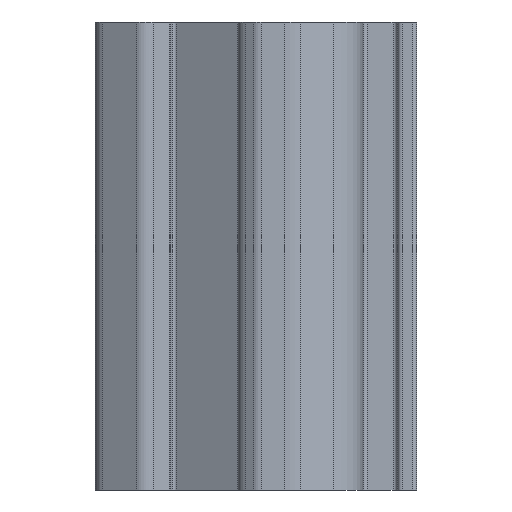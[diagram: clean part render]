
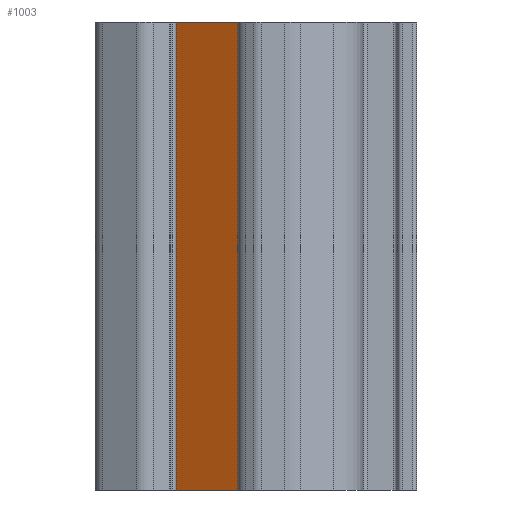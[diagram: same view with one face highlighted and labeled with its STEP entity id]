
A CAD part, left-side view. The second image highlights one B-rep face of the part: STEP entity #1003.
In plain terms, the highlighted planar face has unit normal (-0.866, 0.5, 0).
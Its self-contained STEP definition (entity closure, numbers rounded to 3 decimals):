
#1003=ADVANCED_FACE('',(#2272),#2274,.T.);
#2272=FACE_BOUND('',#2273,.T.);
#2273=EDGE_LOOP('',(#3408,#3409,#3410,#3411));
#2274=PLANE('',#2275);
#2275=AXIS2_PLACEMENT_3D('',#2276,#2277,#2278);
#2276=CARTESIAN_POINT('',(-36.591,15.426,0.));
#2277=DIRECTION('',(-0.866,0.5,0.));
#2278=DIRECTION('',(-0.5,-0.866,0.));
#3408=ORIENTED_EDGE('',*,*,#3741,.T.);
#3409=ORIENTED_EDGE('',*,*,#4063,.T.);
#3410=ORIENTED_EDGE('',*,*,#3858,.F.);
#3411=ORIENTED_EDGE('',*,*,#4064,.F.);
#3741=EDGE_CURVE('',#4324,#4322,#4325,.T.);
#3858=EDGE_CURVE('',#4556,#4558,#4559,.T.);
#4063=EDGE_CURVE('',#4322,#4558,#4866,.T.);
#4064=EDGE_CURVE('',#4324,#4556,#4867,.T.);
#4322=VERTEX_POINT('',#5370);
#4324=VERTEX_POINT('',#5375);
#4325=LINE('',#5376,#5377);
#4556=VERTEX_POINT('',#5898);
#4558=VERTEX_POINT('',#5903);
#4559=LINE('',#5904,#5905);
#4866=LINE('',#6669,#6670);
#4867=LINE('',#6672,#6673);
#5370=CARTESIAN_POINT('',(-39.566,10.274,0.));
#5375=CARTESIAN_POINT('',(-36.591,15.426,0.));
#5376=CARTESIAN_POINT('',(-36.591,15.426,0.));
#5377=VECTOR('',#5378,1.);
#5378=DIRECTION('',(-0.5,-0.866,0.));
#5898=CARTESIAN_POINT('',(-36.591,15.426,31.25));
#5903=CARTESIAN_POINT('',(-39.566,10.274,31.25));
#5904=CARTESIAN_POINT('',(-36.591,15.426,31.25));
#5905=VECTOR('',#5906,1.);
#5906=DIRECTION('',(-0.5,-0.866,0.));
#6669=CARTESIAN_POINT('',(-39.566,10.274,0.));
#6670=VECTOR('',#6671,1.);
#6671=DIRECTION('',(0.,0.,1.));
#6672=CARTESIAN_POINT('',(-36.591,15.426,0.));
#6673=VECTOR('',#6674,1.);
#6674=DIRECTION('',(0.,0.,1.));
